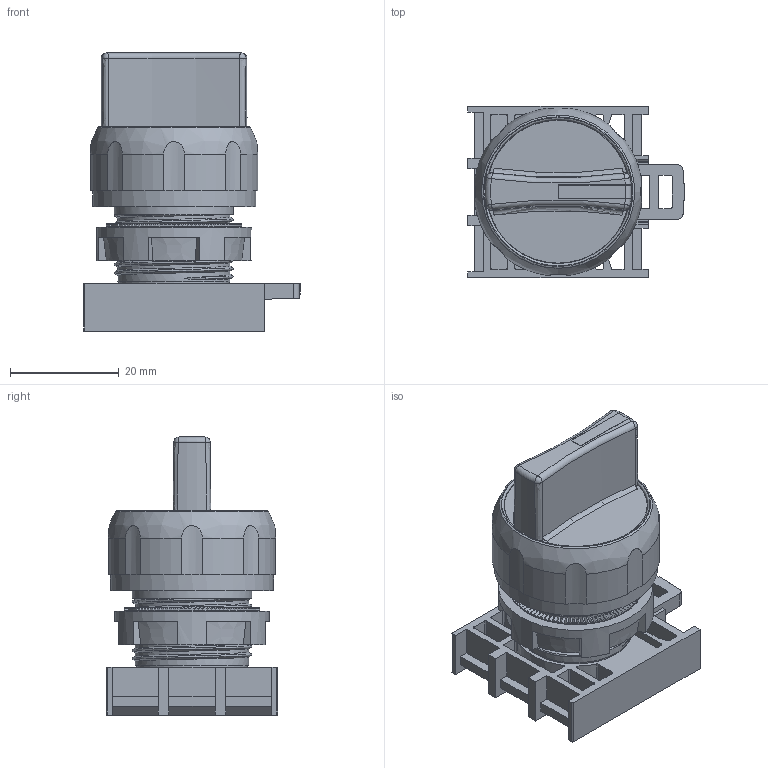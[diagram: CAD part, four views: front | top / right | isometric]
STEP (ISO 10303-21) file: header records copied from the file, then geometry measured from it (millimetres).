
FILE_DESCRIPTION(/* description */ (''),/* implementation_level */ '2;1');
FILE_NAME(/* name */ 'W22S3-HW (V2.0).stp',/* time_stamp */ '2020-07-29T17:20:27+06:00',/* author */ ('Owner'),/* organization */ (''),/* preprocessor_version */ 'ST-DEVELOPER v18',/* originating_system */ 'Autodesk Inventor 2020',/* authorisation */ '');
FILE_SCHEMA (('AUTOMOTIVE_DESIGN { 1 0 10303 214 3 1 1 }'));
Length unit declared in the file: millimetre
Products named in the file (1): Part5
Bounding box: 39.8 x 31.5 x 51.17 mm (x, y, z)
Volume: 16500.2 mm3; surface area: 25283.5 mm2
Topology: 2 solids, 3 shells, 1662 faces, 4464 edges, 2801 vertices
Faces by surface type: plane 1054, cylinder 330, bspline 168, cone 57, torus 31, sphere 22
Full cylindrical faces by diameter (mm): 11.173 x1, 12.3 x1, 14 x1, 14.2 x1, 14.3 x2, 16 x2, 18.127 x2, 18.5 x1, 18.6 x1, 19.05 x1, 19.1 x2, 20.3 x1, 22.35 x3, 22.5 x1, 24 x1, 24.95 x1, 25.774 x2, 26.3 x1, 26.5 x1, 27.3 x2, 28.5 x1, 30 x1
Entity records: 63144 total; most frequent: CARTESIAN_POINT 20121, ORIENTED_EDGE 8940, DIRECTION 8283, EDGE_CURVE 4470, VERTEX_POINT 2801, AXIS2_PLACEMENT_3D 2764, LINE 2755, VECTOR 2755
